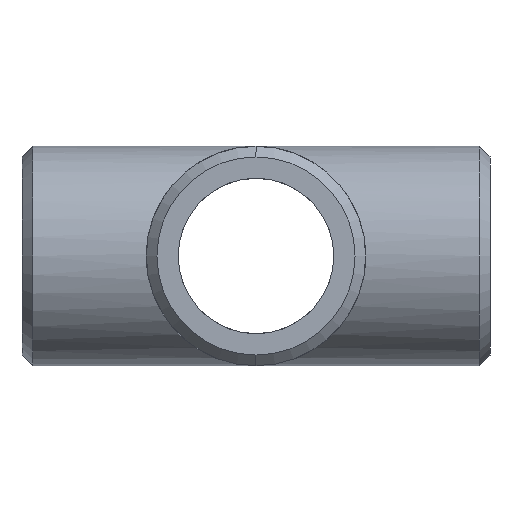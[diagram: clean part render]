
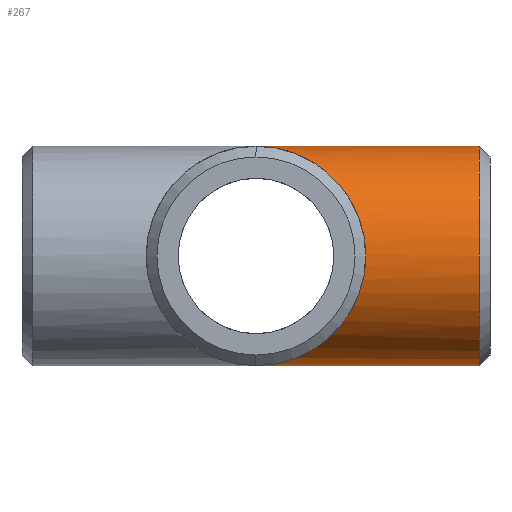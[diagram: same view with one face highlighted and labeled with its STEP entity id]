
A CAD part, left-side view. The second image highlights one B-rep face of the part: STEP entity #267.
In plain terms, the highlighted cylindrical face has radius 30 mm (diameter 60 mm), a partial arc.
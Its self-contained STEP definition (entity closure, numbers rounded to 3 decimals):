
#27 = EDGE_CURVE ( 'NONE', #48, #571, #742, .T. ) ;
#34 = CARTESIAN_POINT ( 'NONE',  ( 0., 0., -30. ) ) ;
#48 = VERTEX_POINT ( 'NONE', #628 ) ;
#57 = EDGE_CURVE ( 'NONE', #291, #48, #92, .T. ) ;
#61 = ORIENTED_EDGE ( 'NONE', *, *, #567, .F. ) ;
#74 = FACE_OUTER_BOUND ( 'NONE', #794, .T. ) ;
#80 = LINE ( 'NONE', #404, #797 ) ;
#89 = DIRECTION ( 'NONE',  ( 0., 1., 0. ) ) ;
#92 = CIRCLE ( 'NONE', #157, 30. ) ;
#126 = CARTESIAN_POINT ( 'NONE',  ( 0., -64., 0. ) ) ;
#131 = CYLINDRICAL_SURFACE ( 'NONE', #438, 30. ) ;
#157 = AXIS2_PLACEMENT_3D ( 'NONE', #686, #89, #569 ) ;
#187 = VERTEX_POINT ( 'NONE', #778 ) ;
#225 = CARTESIAN_POINT ( 'NONE',  ( -60., -60., -30. ) ) ;
#263 = DIRECTION ( 'NONE',  ( 0., 1., 0. ) ) ;
#267 = ADVANCED_FACE ( 'NONE', ( #74 ), #131, .T. ) ;
#287 = ORIENTED_EDGE ( 'NONE', *, *, #685, .F. ) ;
#291 = VERTEX_POINT ( 'NONE', #623 ) ;
#377 = CARTESIAN_POINT ( 'NONE',  ( 0., -64., 30. ) ) ;
#379 = DIRECTION ( 'NONE',  ( 0., 0., -1. ) ) ;
#404 = CARTESIAN_POINT ( 'NONE',  ( 0., -64., -30. ) ) ;
#411 = ORIENTED_EDGE ( 'NONE', *, *, #27, .T. ) ;
#421 = VECTOR ( 'NONE', #622, 1000. ) ;
#433 = DIRECTION ( 'NONE',  ( 0., 1., 0. ) ) ;
#438 = AXIS2_PLACEMENT_3D ( 'NONE', #126, #433, #379 ) ;
#452 = CARTESIAN_POINT ( 'NONE',  ( 0., 0., 30. ) ) ;
#567 = EDGE_CURVE ( 'NONE', #291, #187, #80, .T. ) ;
#569 = DIRECTION ( 'NONE',  ( 0., 0., -1. ) ) ;
#571 = VERTEX_POINT ( 'NONE', #452 ) ;
#622 = DIRECTION ( 'NONE',  ( 0., 1., 0. ) ) ;
#623 = CARTESIAN_POINT ( 'NONE',  ( 0., -61.087, -30. ) ) ;
#628 = CARTESIAN_POINT ( 'NONE',  ( 0., -61.087, 30. ) ) ;
#685 = EDGE_CURVE ( 'NONE', #187, #571, #698, .T. ) ;
#686 = CARTESIAN_POINT ( 'NONE',  ( 0., -61.087, 0. ) ) ;
#698 =( BOUNDED_CURVE ( )  B_SPLINE_CURVE ( 3, ( #34, #225, #779, #774 ),
 .UNSPECIFIED., .F., .F. ) 
 B_SPLINE_CURVE_WITH_KNOTS ( ( 4, 4 ),
 ( 4.712, 7.854 ),
 .UNSPECIFIED. ) 
 CURVE ( )  GEOMETRIC_REPRESENTATION_ITEM ( )  RATIONAL_B_SPLINE_CURVE ( ( 1., 0.333, 0.333, 1. ) ) 
 REPRESENTATION_ITEM ( '' )  );
#717 = ORIENTED_EDGE ( 'NONE', *, *, #57, .T. ) ;
#742 = LINE ( 'NONE', #377, #421 ) ;
#774 = CARTESIAN_POINT ( 'NONE',  ( 0., 0., 30. ) ) ;
#778 = CARTESIAN_POINT ( 'NONE',  ( 0., 0., -30. ) ) ;
#779 = CARTESIAN_POINT ( 'NONE',  ( -60., -60., 30. ) ) ;
#794 = EDGE_LOOP ( 'NONE', ( #717, #411, #287, #61 ) ) ;
#797 = VECTOR ( 'NONE', #263, 1000. ) ;
